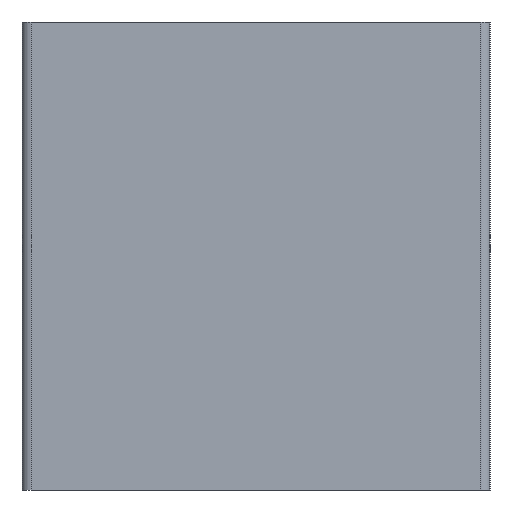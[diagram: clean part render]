
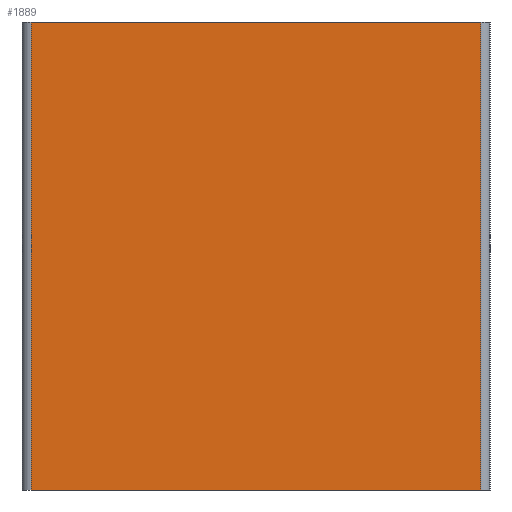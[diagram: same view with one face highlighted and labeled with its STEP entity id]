
A CAD part, left-side view. The second image highlights one B-rep face of the part: STEP entity #1889.
In plain terms, the highlighted planar face has unit normal (-1, 0, 0).
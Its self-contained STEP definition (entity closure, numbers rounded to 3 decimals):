
#158 = EDGE_LOOP ( 'NONE', ( #4831, #4830, #4180, #4179 ) ) ;
#741 = VERTEX_POINT ( 'NONE', #3770 ) ;
#743 = VERTEX_POINT ( 'NONE', #3772 ) ;
#744 = VERTEX_POINT ( 'NONE', #3773 ) ;
#746 = VERTEX_POINT ( 'NONE', #3775 ) ;
#1889 = ADVANCED_FACE ( 'NONE', ( #6307 ), #4460, .F. ) ;
#3770 = CARTESIAN_POINT ( 'NONE',  ( -73.147, -24.5, -37.032 ) ) ;
#3772 = CARTESIAN_POINT ( 'NONE',  ( -73.147, -0.5, -37.032 ) ) ;
#3773 = CARTESIAN_POINT ( 'NONE',  ( -73.147, -0.5, -12.032 ) ) ;
#3775 = CARTESIAN_POINT ( 'NONE',  ( -73.147, -24.5, -12.032 ) ) ;
#3880 = AXIS2_PLACEMENT_3D ( 'NONE', #4461, #4462, #4463 ) ;
#4179 = ORIENTED_EDGE ( 'NONE', *, *, #5677, .T. ) ;
#4180 = ORIENTED_EDGE ( 'NONE', *, *, #5670, .F. ) ;
#4227 = DIRECTION ( 'NONE',  ( 0., 1., 0. ) ) ;
#4297 = CARTESIAN_POINT ( 'NONE',  ( -73.147, -24.5, -37.032 ) ) ;
#4306 = CARTESIAN_POINT ( 'NONE',  ( -73.147, -24.5, -37.032 ) ) ;
#4310 = CARTESIAN_POINT ( 'NONE',  ( -73.147, -0.5, -37.032 ) ) ;
#4311 = DIRECTION ( 'NONE',  ( 0., 0., 1. ) ) ;
#4312 = CARTESIAN_POINT ( 'NONE',  ( -73.147, -24.5, -12.032 ) ) ;
#4314 = DIRECTION ( 'NONE',  ( 0., 1., 0. ) ) ;
#4315 = DIRECTION ( 'NONE',  ( 0., 0., 1. ) ) ;
#4460 = PLANE ( 'NONE',  #3880 ) ;
#4461 = CARTESIAN_POINT ( 'NONE',  ( -73.147, -24.5, -37.032 ) ) ;
#4462 = DIRECTION ( 'NONE',  ( 1., 0., 0. ) ) ;
#4463 = DIRECTION ( 'NONE',  ( 0., 0., -1. ) ) ;
#4830 = ORIENTED_EDGE ( 'NONE', *, *, #5675, .F. ) ;
#4831 = ORIENTED_EDGE ( 'NONE', *, *, #5676, .T. ) ;
#5670 = EDGE_CURVE ( 'NONE', #741, #743, #5989, .T. ) ;
#5675 = EDGE_CURVE ( 'NONE', #743, #744, #5996, .T. ) ;
#5676 = EDGE_CURVE ( 'NONE', #746, #744, #5998, .T. ) ;
#5677 = EDGE_CURVE ( 'NONE', #741, #746, #5992, .T. ) ;
#5987 = VECTOR ( 'NONE', #4227, 1000. ) ;
#5989 = LINE ( 'NONE', #4297, #5987 ) ;
#5992 = LINE ( 'NONE', #4306, #6003 ) ;
#5996 = LINE ( 'NONE', #4310, #5999 ) ;
#5998 = LINE ( 'NONE', #4312, #6001 ) ;
#5999 = VECTOR ( 'NONE', #4311, 1000. ) ;
#6001 = VECTOR ( 'NONE', #4314, 1000. ) ;
#6003 = VECTOR ( 'NONE', #4315, 1000. ) ;
#6307 = FACE_OUTER_BOUND ( 'NONE', #158, .T. ) ;
